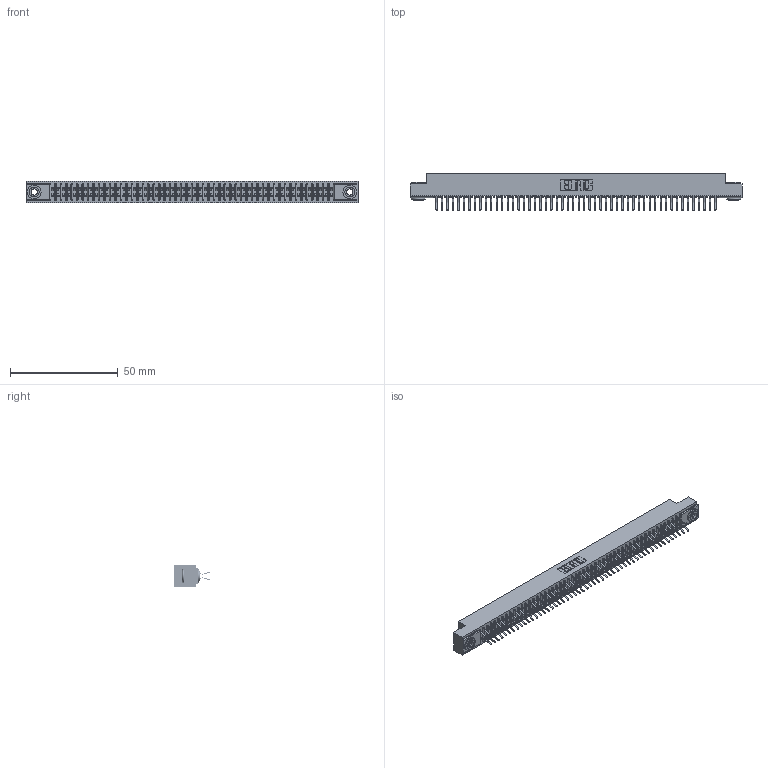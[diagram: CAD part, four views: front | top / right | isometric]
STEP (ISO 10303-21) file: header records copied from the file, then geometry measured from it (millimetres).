
FILE_DESCRIPTION (( 'STEP AP203' ), '1' );
FILE_NAME ('341-104-556-203.STEP', '2018-08-08T11:40:55', ( '' ), ( '' ), 'SwSTEP 2.0', 'SolidWorks 2016', '' );
FILE_SCHEMA (( 'CONFIG_CONTROL_DESIGN' ));
Length unit declared in the file: inch
Products named in the file (4): 341 Part_.156 (3.96) Dia Mounting Holes; 341-292-001_341-292-156; 345-250-002_345-250-002-102; 341-104-556-203
Assembly tree (107 placements, depth 2):
  341-104-556-203
    341 Part_.156 (3.96) Dia Mounting Holes
    341-292-001_341-292-156  x104
    345-250-002_345-250-002-102  x2
Bounding box: 154.31 x 17.07 x 10.16 mm (x, y, z)
Volume: 11437.9 mm3; surface area: 21112.3 mm2
Topology: 107 solids, 107 shells, 7448 faces, 21592 edges, 14006 vertices
Faces by surface type: plane 4252, cylinder 2980, sphere 106, torus 102, cone 8
Entity records: 62804 total; most frequent: CARTESIAN_POINT 10421, ORIENTED_EDGE 10348, DIRECTION 10126, EDGE_CURVE 5174, LINE 4176, VECTOR 4176, VERTEX_POINT 3270, AXIS2_PLACEMENT_3D 2975
